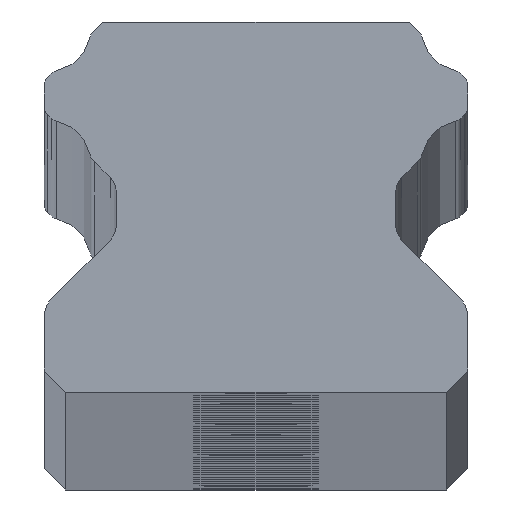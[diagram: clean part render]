
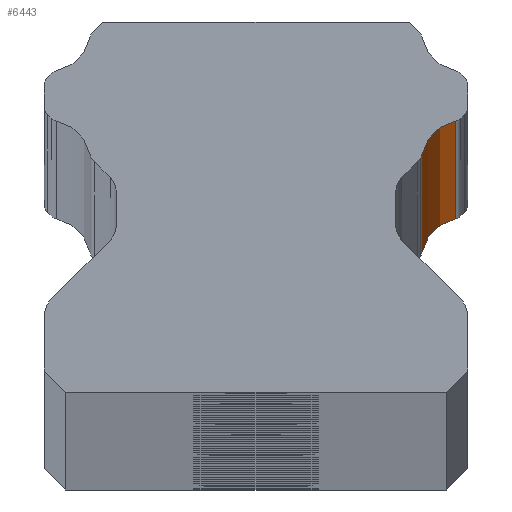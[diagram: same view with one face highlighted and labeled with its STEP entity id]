
A CAD part, top view. The second image highlights one B-rep face of the part: STEP entity #6443.
In plain terms, the highlighted cylindrical face has radius 2 mm (diameter 4 mm), a partial arc.
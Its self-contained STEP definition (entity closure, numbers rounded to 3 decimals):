
#253 = ORIENTED_EDGE ( 'NONE', *, *, #6233, .T. ) ;
#342 = VERTEX_POINT ( 'NONE', #8085 ) ;
#457 = CIRCLE ( 'NONE', #5125, 2. ) ;
#523 = FACE_OUTER_BOUND ( 'NONE', #2634, .T. ) ;
#941 = DIRECTION ( 'NONE',  ( 0., 0., -1. ) ) ;
#992 = CARTESIAN_POINT ( 'NONE',  ( 9.432, -1.182, 1325. ) ) ;
#1177 = DIRECTION ( 'NONE',  ( -1., 0., 0. ) ) ;
#1377 = DIRECTION ( 'NONE',  ( 0., 0., -1. ) ) ;
#1411 = DIRECTION ( 'NONE',  ( -1., 0., 0. ) ) ;
#1584 = DIRECTION ( 'NONE',  ( 0., 0., -1. ) ) ;
#1624 = VECTOR ( 'NONE', #941, 1000. ) ;
#1905 = VERTEX_POINT ( 'NONE', #6928 ) ;
#1965 = VERTEX_POINT ( 'NONE', #4363 ) ;
#2032 = EDGE_CURVE ( 'NONE', #342, #1965, #4267, .T. ) ;
#2076 = AXIS2_PLACEMENT_3D ( 'NONE', #3329, #1377, #1411 ) ;
#2457 = CARTESIAN_POINT ( 'NONE',  ( 9.811, -3.146, 1325. ) ) ;
#2634 = EDGE_LOOP ( 'NONE', ( #4321, #3493, #3934, #253 ) ) ;
#2859 = DIRECTION ( 'NONE',  ( -1., 0., 0. ) ) ;
#3120 = DIRECTION ( 'NONE',  ( 0., 0., -1. ) ) ;
#3329 = CARTESIAN_POINT ( 'NONE',  ( 9.811, -3.146, -1325. ) ) ;
#3493 = ORIENTED_EDGE ( 'NONE', *, *, #6632, .F. ) ;
#3671 = LINE ( 'NONE', #4804, #1624 ) ;
#3838 = VERTEX_POINT ( 'NONE', #992 ) ;
#3934 = ORIENTED_EDGE ( 'NONE', *, *, #4397, .F. ) ;
#4267 = CIRCLE ( 'NONE', #2076, 2. ) ;
#4321 = ORIENTED_EDGE ( 'NONE', *, *, #2032, .T. ) ;
#4363 = CARTESIAN_POINT ( 'NONE',  ( 9.432, -1.182, -1325. ) ) ;
#4397 = EDGE_CURVE ( 'NONE', #1905, #3838, #457, .T. ) ;
#4804 = CARTESIAN_POINT ( 'NONE',  ( 7.847, -2.767, 1325. ) ) ;
#5125 = AXIS2_PLACEMENT_3D ( 'NONE', #6133, #1584, #2859 ) ;
#5250 = AXIS2_PLACEMENT_3D ( 'NONE', #2457, #3120, #1177 ) ;
#6133 = CARTESIAN_POINT ( 'NONE',  ( 9.811, -3.146, 1325. ) ) ;
#6171 = DIRECTION ( 'NONE',  ( 0., 0., -1. ) ) ;
#6233 = EDGE_CURVE ( 'NONE', #1905, #342, #3671, .T. ) ;
#6443 = ADVANCED_FACE ( 'NONE', ( #523 ), #7147, .F. ) ;
#6632 = EDGE_CURVE ( 'NONE', #3838, #1965, #6729, .T. ) ;
#6729 = LINE ( 'NONE', #8089, #7235 ) ;
#6928 = CARTESIAN_POINT ( 'NONE',  ( 7.847, -2.767, 1325. ) ) ;
#7147 = CYLINDRICAL_SURFACE ( 'NONE', #5250, 2. ) ;
#7235 = VECTOR ( 'NONE', #6171, 1000. ) ;
#8085 = CARTESIAN_POINT ( 'NONE',  ( 7.847, -2.767, -1325. ) ) ;
#8089 = CARTESIAN_POINT ( 'NONE',  ( 9.432, -1.182, 1325. ) ) ;
